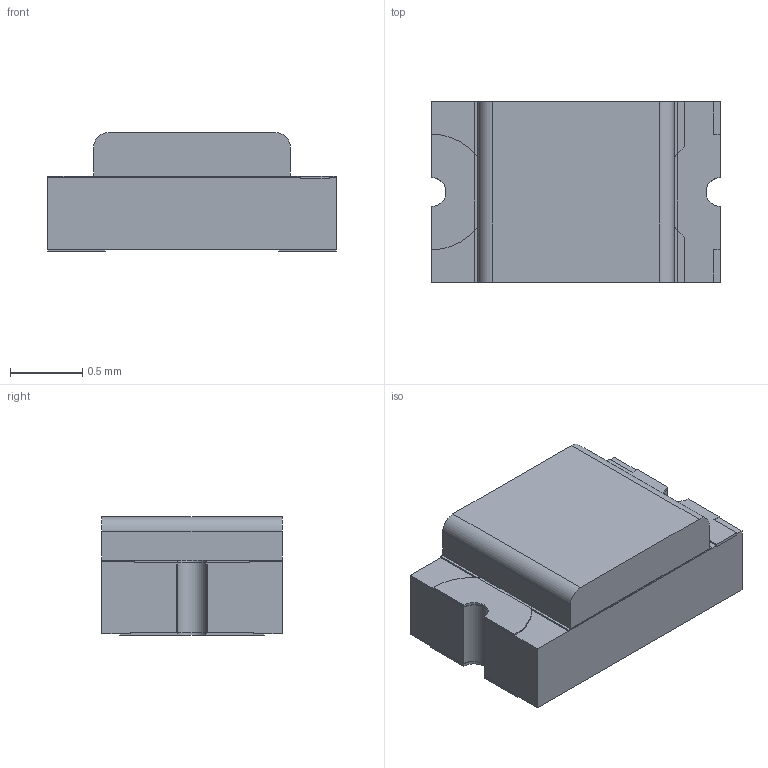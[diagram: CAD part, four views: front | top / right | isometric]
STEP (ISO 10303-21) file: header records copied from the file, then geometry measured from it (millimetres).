
FILE_DESCRIPTION (( 'STEP AP214' ), '1' );
FILE_NAME ('LTST-C170KSKT.STEP', '2023-03-27T23:13:12', ( '' ), ( '' ), 'SwSTEP 2.0', 'SolidWorks 2013', '' );
FILE_SCHEMA (( 'AUTOMOTIVE_DESIGN' ));
Length unit declared in the file: inch
Products named in the file (13): Open CASCADE STEP translator 6.8 1_6; Open CASCADE STEP translator 6.8 1_5; Open CASCADE STEP translator 6.8 1_4; Open CASCADE STEP translator 6.8 1_3; Open CASCADE STEP translator 6.8 1_2; Open CASCADE STEP translator 6.8 1; LTST-C170KSKT; Open CASCADE STEP translator 6.8 1_12; Open CASCADE STEP translator 6.8 1_11; Open CASCADE STEP translator 6.8 1_10; Open CASCADE STEP translator 6.8 1_9; Open CASCADE STEP translator 6.8 1_8; Open CASCADE STEP translator 6.8 1_7
Assembly tree (12 placements, depth 2):
  LTST-C170KSKT
    Open CASCADE STEP translator 6.8 1
    Open CASCADE STEP translator 6.8 1_2
    Open CASCADE STEP translator 6.8 1_3
    Open CASCADE STEP translator 6.8 1_4
    Open CASCADE STEP translator 6.8 1_5
    Open CASCADE STEP translator 6.8 1_6
    Open CASCADE STEP translator 6.8 1_7
    Open CASCADE STEP translator 6.8 1_8
    Open CASCADE STEP translator 6.8 1_9
    Open CASCADE STEP translator 6.8 1_10
    Open CASCADE STEP translator 6.8 1_11
    Open CASCADE STEP translator 6.8 1_12
Bounding box: 2 x 1.25 x 0.82 mm (x, y, z)
Volume: 1.8 mm3; surface area: 20.3 mm2
Topology: 12 solids, 12 shells, 138 faces, 342 edges, 228 vertices
Faces by surface type: plane 118, cylinder 20
Entity records: 6468 total; most frequent: CARTESIAN_POINT 723, DIRECTION 688, ORIENTED_EDGE 684, EDGE_CURVE 342, VECTOR 302, LINE 302, VERTEX_POINT 228, AXIS2_PLACEMENT_3D 193
